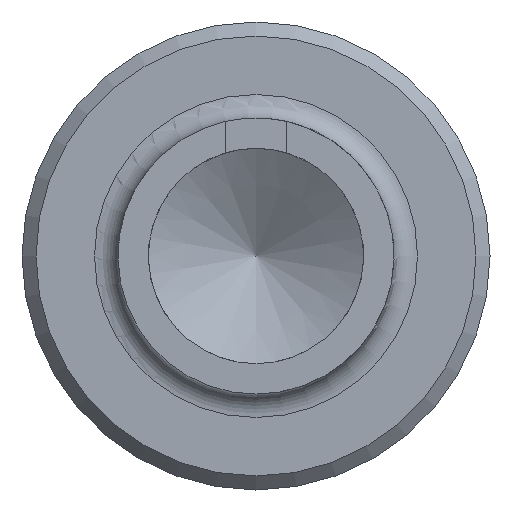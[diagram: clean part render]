
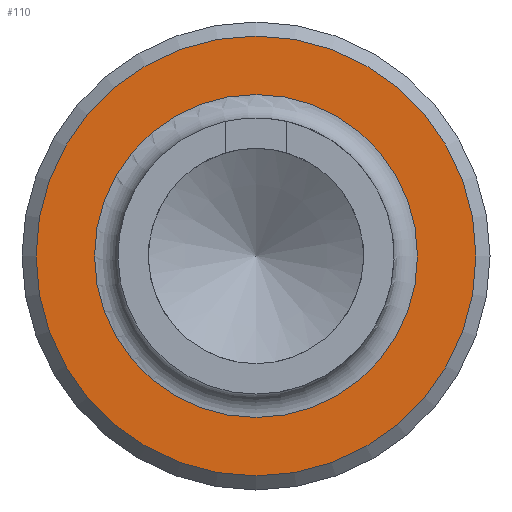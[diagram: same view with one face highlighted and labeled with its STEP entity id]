
A CAD part, left-side view. The second image highlights one B-rep face of the part: STEP entity #110.
In plain terms, the highlighted planar face has unit normal (-1, 0, 0).
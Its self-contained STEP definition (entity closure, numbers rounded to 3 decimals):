
#110=ADVANCED_FACE('',(#154,#155),#132,.F.);
#132=PLANE('',#442);
#154=FACE_BOUND('',#191,.T.);
#155=FACE_BOUND('',#192,.T.);
#191=EDGE_LOOP('',(#245));
#192=EDGE_LOOP('',(#246));
#245=ORIENTED_EDGE('',*,*,#364,.T.);
#246=ORIENTED_EDGE('',*,*,#365,.T.);
#327=VERTEX_POINT('',#681);
#328=VERTEX_POINT('',#683);
#364=EDGE_CURVE('',#327,#327,#402,.T.);
#365=EDGE_CURVE('',#328,#328,#403,.T.);
#402=CIRCLE('',#440,3.45);
#403=CIRCLE('',#441,4.7);
#440=AXIS2_PLACEMENT_3D('',#680,#527,#528);
#441=AXIS2_PLACEMENT_3D('',#682,#529,#530);
#442=AXIS2_PLACEMENT_3D('',#684,#531,#532);
#527=DIRECTION('',(1.,0.,0.));
#528=DIRECTION('',(0.,0.,-1.));
#529=DIRECTION('',(-1.,0.,0.));
#530=DIRECTION('',(0.,0.,-1.));
#531=DIRECTION('',(1.,0.,0.));
#532=DIRECTION('',(0.,0.,-1.));
#680=CARTESIAN_POINT('',(8.,0.,0.));
#681=CARTESIAN_POINT('',(8.,0.,-3.45));
#682=CARTESIAN_POINT('',(8.,0.,0.));
#683=CARTESIAN_POINT('',(8.,0.,-4.7));
#684=CARTESIAN_POINT('',(8.,5.,0.));
